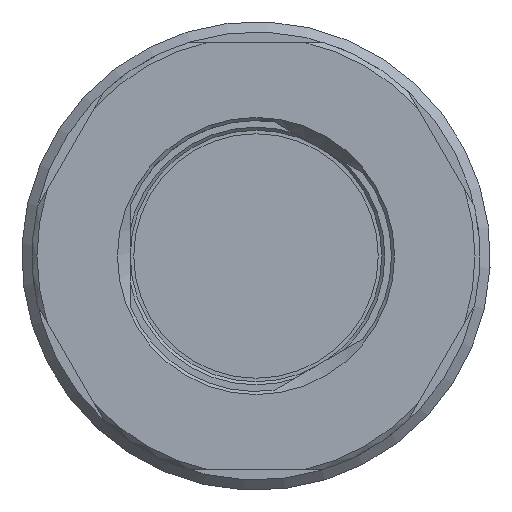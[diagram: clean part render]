
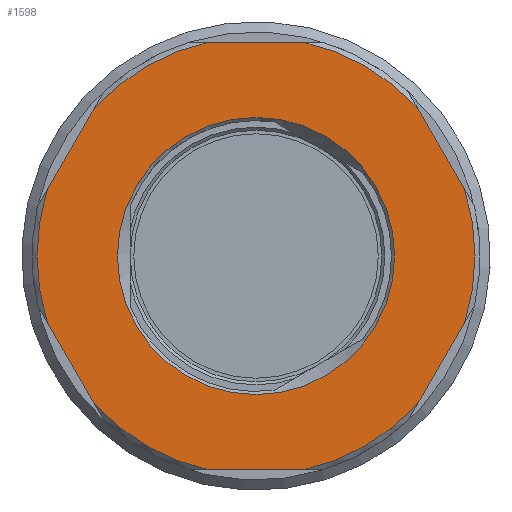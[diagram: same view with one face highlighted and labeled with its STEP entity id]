
A CAD part, left-side view. The second image highlights one B-rep face of the part: STEP entity #1598.
In plain terms, the highlighted planar face has unit normal (-1, 0, 0).
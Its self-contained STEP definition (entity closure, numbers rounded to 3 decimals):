
#194=FACE_BOUND('',#379,.T.);
#218=PLANE('',#1777);
#279=FACE_OUTER_BOUND('',#378,.T.);
#378=EDGE_LOOP('',(#1295,#1296,#1297,#1298,#1299,#1300,#1301,#1302,#1303,
#1304,#1305,#1306));
#379=EDGE_LOOP('',(#1307,#1308));
#453=LINE('',#2688,#518);
#454=LINE('',#2692,#519);
#455=LINE('',#2696,#520);
#456=LINE('',#2700,#521);
#457=LINE('',#2704,#522);
#458=LINE('',#2708,#523);
#518=VECTOR('',#2134,10.);
#519=VECTOR('',#2137,10.);
#520=VECTOR('',#2140,10.);
#521=VECTOR('',#2143,10.);
#522=VECTOR('',#2146,10.);
#523=VECTOR('',#2149,10.);
#614=CIRCLE('',#1760,6.8);
#615=CIRCLE('',#1761,6.8);
#623=CIRCLE('',#1778,10.75);
#624=CIRCLE('',#1779,10.75);
#625=CIRCLE('',#1780,10.75);
#626=CIRCLE('',#1781,10.75);
#627=CIRCLE('',#1782,10.75);
#628=CIRCLE('',#1783,10.75);
#744=VERTEX_POINT('',#2646);
#745=VERTEX_POINT('',#2648);
#755=VERTEX_POINT('',#2686);
#756=VERTEX_POINT('',#2687);
#757=VERTEX_POINT('',#2689);
#758=VERTEX_POINT('',#2691);
#759=VERTEX_POINT('',#2693);
#760=VERTEX_POINT('',#2695);
#761=VERTEX_POINT('',#2697);
#762=VERTEX_POINT('',#2699);
#763=VERTEX_POINT('',#2701);
#764=VERTEX_POINT('',#2703);
#765=VERTEX_POINT('',#2705);
#766=VERTEX_POINT('',#2707);
#932=EDGE_CURVE('',#745,#744,#614,.T.);
#933=EDGE_CURVE('',#744,#745,#615,.T.);
#951=EDGE_CURVE('',#755,#756,#453,.T.);
#952=EDGE_CURVE('',#757,#756,#623,.T.);
#953=EDGE_CURVE('',#757,#758,#454,.T.);
#954=EDGE_CURVE('',#759,#758,#624,.T.);
#955=EDGE_CURVE('',#759,#760,#455,.T.);
#956=EDGE_CURVE('',#761,#760,#625,.T.);
#957=EDGE_CURVE('',#761,#762,#456,.T.);
#958=EDGE_CURVE('',#763,#762,#626,.T.);
#959=EDGE_CURVE('',#763,#764,#457,.T.);
#960=EDGE_CURVE('',#765,#764,#627,.T.);
#961=EDGE_CURVE('',#765,#766,#458,.T.);
#962=EDGE_CURVE('',#755,#766,#628,.T.);
#1295=ORIENTED_EDGE('',*,*,#951,.T.);
#1296=ORIENTED_EDGE('',*,*,#952,.F.);
#1297=ORIENTED_EDGE('',*,*,#953,.T.);
#1298=ORIENTED_EDGE('',*,*,#954,.F.);
#1299=ORIENTED_EDGE('',*,*,#955,.T.);
#1300=ORIENTED_EDGE('',*,*,#956,.F.);
#1301=ORIENTED_EDGE('',*,*,#957,.T.);
#1302=ORIENTED_EDGE('',*,*,#958,.F.);
#1303=ORIENTED_EDGE('',*,*,#959,.T.);
#1304=ORIENTED_EDGE('',*,*,#960,.F.);
#1305=ORIENTED_EDGE('',*,*,#961,.T.);
#1306=ORIENTED_EDGE('',*,*,#962,.F.);
#1307=ORIENTED_EDGE('',*,*,#932,.T.);
#1308=ORIENTED_EDGE('',*,*,#933,.T.);
#1598=ADVANCED_FACE('',(#279,#194),#218,.T.);
#1760=AXIS2_PLACEMENT_3D('',#2649,#2088,#2089);
#1761=AXIS2_PLACEMENT_3D('',#2650,#2090,#2091);
#1777=AXIS2_PLACEMENT_3D('',#2685,#2132,#2133);
#1778=AXIS2_PLACEMENT_3D('',#2690,#2135,#2136);
#1779=AXIS2_PLACEMENT_3D('',#2694,#2138,#2139);
#1780=AXIS2_PLACEMENT_3D('',#2698,#2141,#2142);
#1781=AXIS2_PLACEMENT_3D('',#2702,#2144,#2145);
#1782=AXIS2_PLACEMENT_3D('',#2706,#2147,#2148);
#1783=AXIS2_PLACEMENT_3D('',#2709,#2150,#2151);
#2088=DIRECTION('center_axis',(1.,0.,0.));
#2089=DIRECTION('ref_axis',(0.,0.,-1.));
#2090=DIRECTION('center_axis',(1.,0.,0.));
#2091=DIRECTION('ref_axis',(0.,0.,-1.));
#2132=DIRECTION('center_axis',(-1.,0.,0.));
#2133=DIRECTION('ref_axis',(0.,0.,1.));
#2134=DIRECTION('',(0.,-0.5,-0.866));
#2135=DIRECTION('center_axis',(1.,0.,0.));
#2136=DIRECTION('ref_axis',(0.,-1.,0.));
#2137=DIRECTION('',(0.,-1.,0.));
#2138=DIRECTION('center_axis',(1.,0.,0.));
#2139=DIRECTION('ref_axis',(0.,-1.,0.));
#2140=DIRECTION('',(0.,-0.5,0.866));
#2141=DIRECTION('center_axis',(1.,0.,0.));
#2142=DIRECTION('ref_axis',(0.,-1.,0.));
#2143=DIRECTION('',(0.,0.5,0.866));
#2144=DIRECTION('center_axis',(1.,0.,0.));
#2145=DIRECTION('ref_axis',(0.,-1.,0.));
#2146=DIRECTION('',(0.,1.,0.));
#2147=DIRECTION('center_axis',(1.,0.,0.));
#2148=DIRECTION('ref_axis',(0.,-1.,0.));
#2149=DIRECTION('',(0.,0.5,-0.866));
#2150=DIRECTION('center_axis',(1.,0.,0.));
#2151=DIRECTION('ref_axis',(0.,-1.,0.));
#2646=CARTESIAN_POINT('',(0.,0.,6.8));
#2648=CARTESIAN_POINT('',(0.,0.,-6.8));
#2649=CARTESIAN_POINT('Origin',(0.,0.,0.));
#2650=CARTESIAN_POINT('Origin',(0.,0.,0.));
#2685=CARTESIAN_POINT('Origin',(0.,0.,0.));
#2686=CARTESIAN_POINT('',(0.,10.246,-3.254));
#2687=CARTESIAN_POINT('',(0.,7.941,-7.246));
#2688=CARTESIAN_POINT('',(0.,10.609,-2.625));
#2689=CARTESIAN_POINT('',(0.,2.305,-10.5));
#2690=CARTESIAN_POINT('Origin',(0.,0.,0.));
#2691=CARTESIAN_POINT('',(0.,-2.305,-10.5));
#2692=CARTESIAN_POINT('',(0.,3.031,-10.5));
#2693=CARTESIAN_POINT('',(0.,-7.941,-7.246));
#2694=CARTESIAN_POINT('Origin',(0.,0.,0.));
#2695=CARTESIAN_POINT('',(0.,-10.246,-3.254));
#2696=CARTESIAN_POINT('',(0.,-7.578,-7.875));
#2697=CARTESIAN_POINT('',(0.,-10.246,3.254));
#2698=CARTESIAN_POINT('Origin',(0.,0.,0.));
#2699=CARTESIAN_POINT('',(0.,-7.941,7.246));
#2700=CARTESIAN_POINT('',(0.,-10.609,2.625));
#2701=CARTESIAN_POINT('',(0.,-2.305,10.5));
#2702=CARTESIAN_POINT('Origin',(0.,0.,0.));
#2703=CARTESIAN_POINT('',(0.,2.305,10.5));
#2704=CARTESIAN_POINT('',(0.,-3.031,10.5));
#2705=CARTESIAN_POINT('',(0.,7.941,7.246));
#2706=CARTESIAN_POINT('Origin',(0.,0.,0.));
#2707=CARTESIAN_POINT('',(0.,10.246,3.254));
#2708=CARTESIAN_POINT('',(0.,7.578,7.875));
#2709=CARTESIAN_POINT('Origin',(0.,0.,0.));
